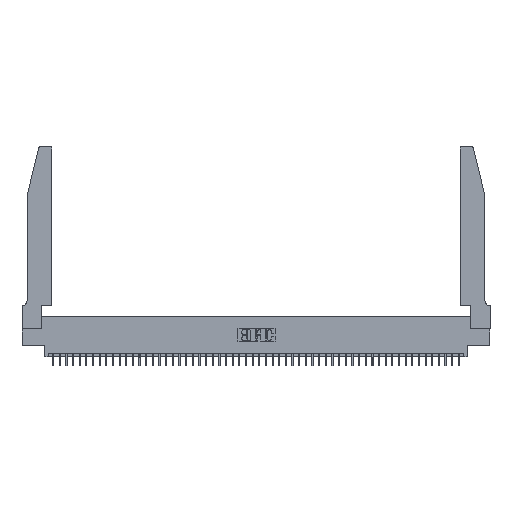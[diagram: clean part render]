
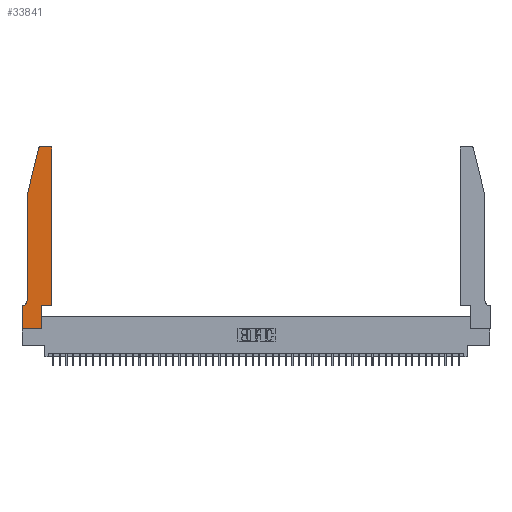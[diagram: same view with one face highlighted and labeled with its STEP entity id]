
A CAD part, top view. The second image highlights one B-rep face of the part: STEP entity #33841.
In plain terms, the highlighted planar face has unit normal (0, 0, 1).
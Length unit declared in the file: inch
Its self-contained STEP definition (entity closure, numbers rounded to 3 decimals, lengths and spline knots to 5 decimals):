
#178 = ORIENTED_EDGE ( 'NONE', *, *, #16703, .T. ) ;
#599 = VECTOR ( 'NONE', #30395, 39.37008 ) ;
#2322 = VERTEX_POINT ( 'NONE', #18284 ) ;
#2345 = CARTESIAN_POINT ( 'NONE',  ( 0., 0., 0.37 ) ) ;
#2977 = EDGE_CURVE ( 'NONE', #2322, #12747, #28474, .T. ) ;
#3015 = LINE ( 'NONE', #15415, #20108 ) ;
#3240 = VERTEX_POINT ( 'NONE', #2345 ) ;
#3636 = DIRECTION ( 'NONE',  ( -1., 0., 0. ) ) ;
#3637 = VECTOR ( 'NONE', #13690, 39.37008 ) ;
#3925 = CARTESIAN_POINT ( 'NONE',  ( 0.0755, 0.35, 0.37 ) ) ;
#4633 = EDGE_CURVE ( 'NONE', #3240, #30256, #5912, .T. ) ;
#4975 = VERTEX_POINT ( 'NONE', #43790 ) ;
#5178 = EDGE_CURVE ( 'NONE', #23394, #2322, #16465, .T. ) ;
#5196 = DIRECTION ( 'NONE',  ( 0., 1., 0. ) ) ;
#5702 = ORIENTED_EDGE ( 'NONE', *, *, #2977, .T. ) ;
#5912 = LINE ( 'NONE', #25298, #23170 ) ;
#6279 = DIRECTION ( 'NONE',  ( 1., 0., 0. ) ) ;
#6345 = ORIENTED_EDGE ( 'NONE', *, *, #4633, .T. ) ;
#8456 = AXIS2_PLACEMENT_3D ( 'NONE', #31796, #35901, #3636 ) ;
#9047 = LINE ( 'NONE', #28937, #3637 ) ;
#9130 = CIRCLE ( 'NONE', #47825, 0.03 ) ;
#9340 = CARTESIAN_POINT ( 'NONE',  ( 0., 0.35, 0.37 ) ) ;
#9398 = ORIENTED_EDGE ( 'NONE', *, *, #49598, .T. ) ;
#9586 = CARTESIAN_POINT ( 'NONE',  ( 0.4505, 0.35, 0.37 ) ) ;
#10441 = AXIS2_PLACEMENT_3D ( 'NONE', #25852, #12931, #17080 ) ;
#11150 = DIRECTION ( 'NONE',  ( -1., 0., 0. ) ) ;
#12747 = VERTEX_POINT ( 'NONE', #37318 ) ;
#12931 = DIRECTION ( 'NONE',  ( 0., 0., 1. ) ) ;
#13086 = CARTESIAN_POINT ( 'NONE',  ( 0.4505, 0.35, 0.37 ) ) ;
#13385 = EDGE_CURVE ( 'NONE', #12747, #50841, #9130, .T. ) ;
#13429 = DIRECTION ( 'NONE',  ( 1., 0., 0. ) ) ;
#13683 = PLANE ( 'NONE',  #48870 ) ;
#13690 = DIRECTION ( 'NONE',  ( 0., 1., 0. ) ) ;
#14807 = CARTESIAN_POINT ( 'NONE',  ( 0.284, 2.75, 0.37 ) ) ;
#14891 = LINE ( 'NONE', #27285, #599 ) ;
#14942 = VERTEX_POINT ( 'NONE', #19863 ) ;
#15265 = EDGE_LOOP ( 'NONE', ( #19300, #9398, #46264, #25970, #17995, #33216, #178, #6345, #36057, #16426, #5702, #47405 ) ) ;
#15415 = CARTESIAN_POINT ( 'NONE',  ( 0., 0., 0.37 ) ) ;
#16426 = ORIENTED_EDGE ( 'NONE', *, *, #5178, .T. ) ;
#16465 = LINE ( 'NONE', #13086, #24873 ) ;
#16703 = EDGE_CURVE ( 'NONE', #41710, #3240, #3015, .T. ) ;
#16859 = DIRECTION ( 'NONE',  ( -1., 0., 0. ) ) ;
#17080 = DIRECTION ( 'NONE',  ( 1., 0., 0. ) ) ;
#17995 = ORIENTED_EDGE ( 'NONE', *, *, #32366, .T. ) ;
#18284 = CARTESIAN_POINT ( 'NONE',  ( 0.4505, 0.35, 0.37 ) ) ;
#19180 = VERTEX_POINT ( 'NONE', #22697 ) ;
#19300 = ORIENTED_EDGE ( 'NONE', *, *, #27406, .T. ) ;
#19863 = CARTESIAN_POINT ( 'NONE',  ( 0.0755, 0.42, 0.37 ) ) ;
#20108 = VECTOR ( 'NONE', #39141, 39.37008 ) ;
#20989 = CARTESIAN_POINT ( 'NONE',  ( 0.2605, 2.75, 0.37 ) ) ;
#21189 = CARTESIAN_POINT ( 'NONE',  ( 0., 0.35, 0.37 ) ) ;
#21190 = CIRCLE ( 'NONE', #10441, 0.03 ) ;
#22697 = CARTESIAN_POINT ( 'NONE',  ( 0.0755, 2., 0.37 ) ) ;
#23038 = LINE ( 'NONE', #50338, #33283 ) ;
#23170 = VECTOR ( 'NONE', #29418, 39.37008 ) ;
#23394 = VERTEX_POINT ( 'NONE', #44672 ) ;
#24139 = CIRCLE ( 'NONE', #8456, 0.07 ) ;
#24873 = VECTOR ( 'NONE', #44288, 39.37008 ) ;
#25298 = CARTESIAN_POINT ( 'NONE',  ( 0., 0., 0.37 ) ) ;
#25739 = VERTEX_POINT ( 'NONE', #28855 ) ;
#25852 = CARTESIAN_POINT ( 'NONE',  ( 0.284, 2.72, 0.37 ) ) ;
#25970 = ORIENTED_EDGE ( 'NONE', *, *, #38375, .T. ) ;
#26862 = CARTESIAN_POINT ( 'NONE',  ( 0.4205, 2.75, 0.37 ) ) ;
#27179 = VERTEX_POINT ( 'NONE', #14807 ) ;
#27285 = CARTESIAN_POINT ( 'NONE',  ( 0.0755, 2., 0.37 ) ) ;
#27406 = EDGE_CURVE ( 'NONE', #50841, #27179, #29246, .T. ) ;
#28008 = VECTOR ( 'NONE', #5196, 39.37008 ) ;
#28474 = LINE ( 'NONE', #9586, #28008 ) ;
#28632 = VECTOR ( 'NONE', #11150, 39.37008 ) ;
#28855 = CARTESIAN_POINT ( 'NONE',  ( 0.0055, 0.35, 0.37 ) ) ;
#28937 = CARTESIAN_POINT ( 'NONE',  ( 0.2865, 0.35, 0.37 ) ) ;
#29246 = LINE ( 'NONE', #20989, #43629 ) ;
#29418 = DIRECTION ( 'NONE',  ( 1., 0., 0. ) ) ;
#29446 = DIRECTION ( 'NONE',  ( 0., 0., 1. ) ) ;
#30256 = VERTEX_POINT ( 'NONE', #47989 ) ;
#30395 = DIRECTION ( 'NONE',  ( 0., -1., 0. ) ) ;
#31796 = CARTESIAN_POINT ( 'NONE',  ( 0.0055, 0.42, 0.37 ) ) ;
#32366 = EDGE_CURVE ( 'NONE', #14942, #25739, #24139, .T. ) ;
#33216 = ORIENTED_EDGE ( 'NONE', *, *, #50419, .T. ) ;
#33283 = VECTOR ( 'NONE', #38752, 39.37008 ) ;
#33314 = FACE_OUTER_BOUND ( 'NONE', #15265, .T. ) ;
#33841 = ADVANCED_FACE ( 'NONE', ( #33314 ), #13683, .T. ) ;
#35901 = DIRECTION ( 'NONE',  ( 0., 0., -1. ) ) ;
#36057 = ORIENTED_EDGE ( 'NONE', *, *, #44836, .T. ) ;
#37318 = CARTESIAN_POINT ( 'NONE',  ( 0.4505, 2.72, 0.37 ) ) ;
#38012 = DIRECTION ( 'NONE',  ( 0., 0., 1. ) ) ;
#38375 = EDGE_CURVE ( 'NONE', #19180, #14942, #14891, .T. ) ;
#38752 = DIRECTION ( 'NONE',  ( -0.239, -0.971, 0. ) ) ;
#39141 = DIRECTION ( 'NONE',  ( 0., -1., 0. ) ) ;
#41710 = VERTEX_POINT ( 'NONE', #9340 ) ;
#43629 = VECTOR ( 'NONE', #16859, 39.37008 ) ;
#43790 = CARTESIAN_POINT ( 'NONE',  ( 0.25487, 2.72718, 0.37 ) ) ;
#44288 = DIRECTION ( 'NONE',  ( 1., 0., 0. ) ) ;
#44520 = EDGE_CURVE ( 'NONE', #4975, #19180, #23038, .T. ) ;
#44672 = CARTESIAN_POINT ( 'NONE',  ( 0.2865, 0.35, 0.37 ) ) ;
#44836 = EDGE_CURVE ( 'NONE', #30256, #23394, #9047, .T. ) ;
#46264 = ORIENTED_EDGE ( 'NONE', *, *, #44520, .T. ) ;
#46752 = CARTESIAN_POINT ( 'NONE',  ( 0.4205, 2.72, 0.37 ) ) ;
#47405 = ORIENTED_EDGE ( 'NONE', *, *, #13385, .T. ) ;
#47825 = AXIS2_PLACEMENT_3D ( 'NONE', #46752, #38012, #6279 ) ;
#47989 = CARTESIAN_POINT ( 'NONE',  ( 0.2865, 0., 0.37 ) ) ;
#48870 = AXIS2_PLACEMENT_3D ( 'NONE', #21189, #29446, #13429 ) ;
#49598 = EDGE_CURVE ( 'NONE', #27179, #4975, #21190, .T. ) ;
#50338 = CARTESIAN_POINT ( 'NONE',  ( 0.0755, 2., 0.37 ) ) ;
#50419 = EDGE_CURVE ( 'NONE', #25739, #41710, #50621, .T. ) ;
#50621 = LINE ( 'NONE', #3925, #28632 ) ;
#50841 = VERTEX_POINT ( 'NONE', #26862 ) ;
